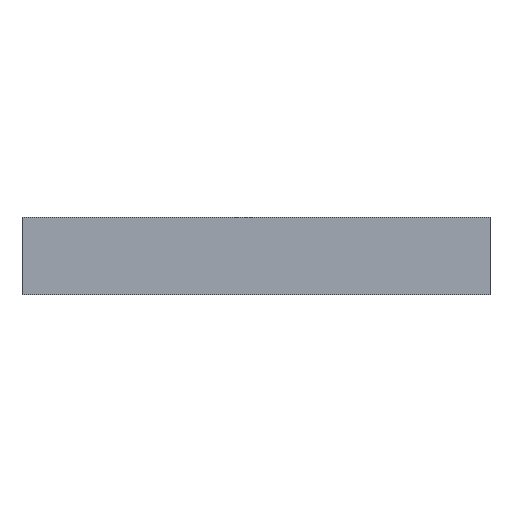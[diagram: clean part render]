
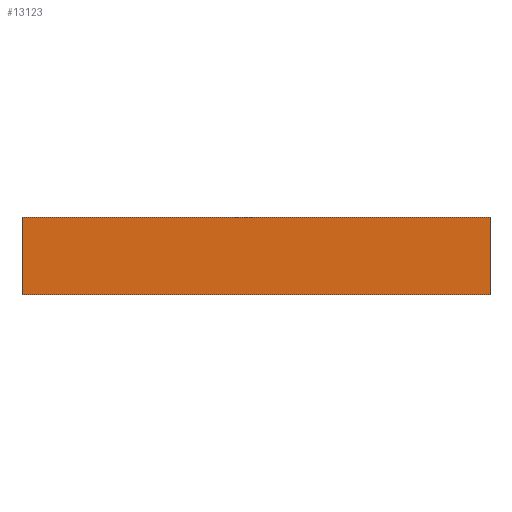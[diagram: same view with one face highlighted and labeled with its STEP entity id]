
A CAD part, front view. The second image highlights one B-rep face of the part: STEP entity #13123.
In plain terms, the highlighted planar face has unit normal (0, -1, 0).
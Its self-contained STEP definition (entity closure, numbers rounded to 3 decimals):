
#414 = DIRECTION ( 'NONE',  ( 0., -1., 0. ) ) ;
#1936 = VERTEX_POINT ( 'NONE', #34901 ) ;
#2168 = VECTOR ( 'NONE', #32166, 1000. ) ;
#4820 = LINE ( 'NONE', #16419, #36892 ) ;
#8301 = ORIENTED_EDGE ( 'NONE', *, *, #15031, .T. ) ;
#8511 = CARTESIAN_POINT ( 'NONE',  ( -392., -20., 65. ) ) ;
#8805 = LINE ( 'NONE', #31967, #2168 ) ;
#9853 = VERTEX_POINT ( 'NONE', #22817 ) ;
#11305 = VERTEX_POINT ( 'NONE', #35466 ) ;
#13123 = ADVANCED_FACE ( 'NONE', ( #25885 ), #17717, .T. ) ;
#14440 = CARTESIAN_POINT ( 'NONE',  ( 392., -20., 65. ) ) ;
#14584 = LINE ( 'NONE', #8511, #27735 ) ;
#15031 = EDGE_CURVE ( 'NONE', #1936, #29882, #8805, .T. ) ;
#16419 = CARTESIAN_POINT ( 'NONE',  ( -392., -20., -65. ) ) ;
#17717 = PLANE ( 'NONE',  #36725 ) ;
#17899 = DIRECTION ( 'NONE',  ( 0., 0., -1. ) ) ;
#20188 = EDGE_CURVE ( 'NONE', #29882, #11305, #14584, .T. ) ;
#20200 = ORIENTED_EDGE ( 'NONE', *, *, #20188, .T. ) ;
#22732 = EDGE_CURVE ( 'NONE', #9853, #1936, #4820, .T. ) ;
#22817 = CARTESIAN_POINT ( 'NONE',  ( -392., -20., -65. ) ) ;
#24516 = EDGE_LOOP ( 'NONE', ( #37078, #32111, #8301, #20200 ) ) ;
#25809 = LINE ( 'NONE', #28284, #36092 ) ;
#25885 = FACE_OUTER_BOUND ( 'NONE', #24516, .T. ) ;
#27735 = VECTOR ( 'NONE', #32043, 1000. ) ;
#27988 = DIRECTION ( 'NONE',  ( 1., 0., 0. ) ) ;
#28249 = EDGE_CURVE ( 'NONE', #11305, #9853, #25809, .T. ) ;
#28284 = CARTESIAN_POINT ( 'NONE',  ( -392., -20., 65. ) ) ;
#29882 = VERTEX_POINT ( 'NONE', #14440 ) ;
#31753 = CARTESIAN_POINT ( 'NONE',  ( 0., -20., 0. ) ) ;
#31967 = CARTESIAN_POINT ( 'NONE',  ( 392., -20., 65. ) ) ;
#32043 = DIRECTION ( 'NONE',  ( -1., 0., 0. ) ) ;
#32111 = ORIENTED_EDGE ( 'NONE', *, *, #22732, .T. ) ;
#32166 = DIRECTION ( 'NONE',  ( 0., 0., 1. ) ) ;
#34901 = CARTESIAN_POINT ( 'NONE',  ( 392., -20., -65. ) ) ;
#35466 = CARTESIAN_POINT ( 'NONE',  ( -392., -20., 65. ) ) ;
#36092 = VECTOR ( 'NONE', #37027, 1000. ) ;
#36725 = AXIS2_PLACEMENT_3D ( 'NONE', #31753, #414, #17899 ) ;
#36892 = VECTOR ( 'NONE', #27988, 1000. ) ;
#37027 = DIRECTION ( 'NONE',  ( 0., 0., -1. ) ) ;
#37078 = ORIENTED_EDGE ( 'NONE', *, *, #28249, .T. ) ;
